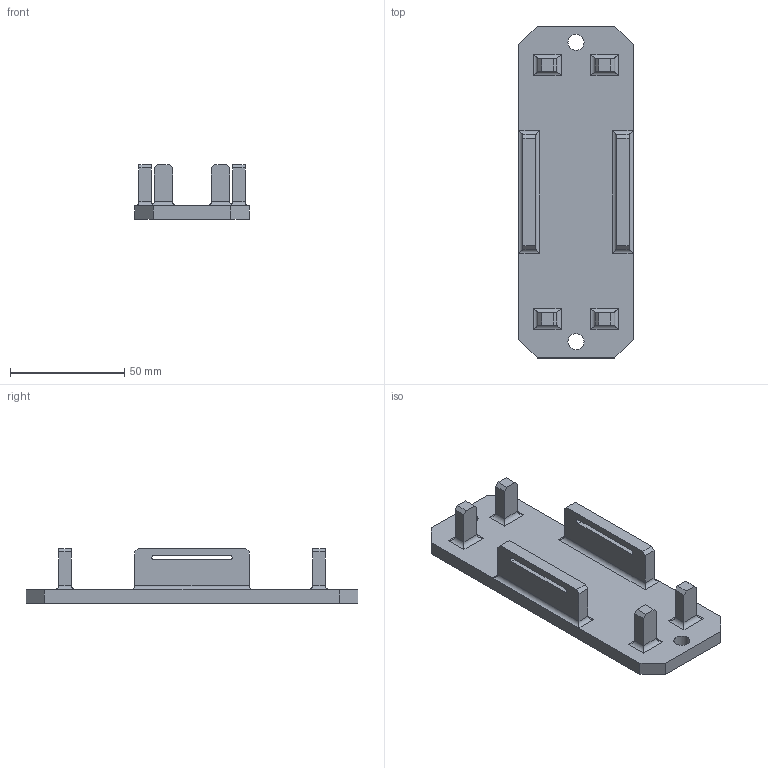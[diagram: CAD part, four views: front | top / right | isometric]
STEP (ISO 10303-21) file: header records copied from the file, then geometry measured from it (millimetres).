
FILE_DESCRIPTION(('CATIA V5 STEP Exchange'),'2;1');
FILE_NAME('ROSIE-001-06-01.stp','2024-03-08T15:36:46+00:00',('none'),('none'),'CATIA Version 5 Release 21 GA (IN-10)','CATIA V5 STEP AP214','none');
FILE_SCHEMA(('AUTOMOTIVE_DESIGN { 1 0 10303 214 1 1 1 1 }'));
Length unit declared in the file: millimetre
Products named in the file (1): ROSIE-001-06-01
Bounding box: 50 x 145 x 24 mm (x, y, z)
Volume: 54767.2 mm3; surface area: 22703.5 mm2
Topology: 1 solids, 1 shells, 92 faces, 233 edges, 147 vertices
Faces by surface type: plane 56, cylinder 36
Entity records: 2901 total; most frequent: CARTESIAN_POINT 670, ORIENTED_EDGE 466, DIRECTION 355, EDGE_CURVE 233, VECTOR 185, LINE 185, VERTEX_POINT 147, EDGE_LOOP 104
